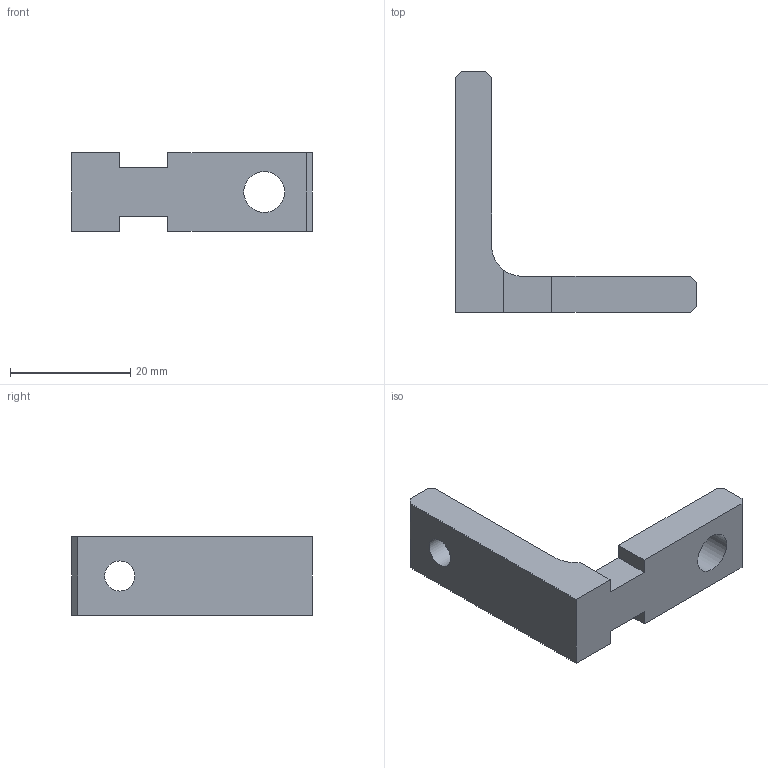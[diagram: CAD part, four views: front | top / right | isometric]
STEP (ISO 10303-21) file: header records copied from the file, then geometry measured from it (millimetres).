
FILE_DESCRIPTION(/* description */ ('GIUNTO INTERNO PER FISSAGGIO ORTOGONALE'),/* implementation_level */ '2;1');
FILE_NAME(/* name */ 'CGIPR0000014.stp',/* time_stamp */ '2019-04-11T11:21:29+02:00',/* author */ ('fzagni'),/* organization */ (''),/* preprocessor_version */ 'ST-DEVELOPER v17.2',/* originating_system */ 'Autodesk Inventor 2019',/* authorisation */ '');
FILE_SCHEMA (('AUTOMOTIVE_DESIGN { 1 0 10303 214 3 1 1 }'));
Length unit declared in the file: millimetre
Products named in the file (1): CGIPR0000014
Bounding box: 40 x 40 x 13 mm (x, y, z)
Volume: 5169.8 mm3; surface area: 2995.9 mm2
Topology: 1 solids, 1 shells, 24 faces, 70 edges, 48 vertices
Faces by surface type: plane 20, cylinder 3, cone 1
Full cylindrical faces by diameter (mm): 5 x1, 6.8 x1
Entity records: 849 total; most frequent: CARTESIAN_POINT 143, ORIENTED_EDGE 140, DIRECTION 134, EDGE_CURVE 70, LINE 56, VECTOR 56, VERTEX_POINT 48, AXIS2_PLACEMENT_3D 39
